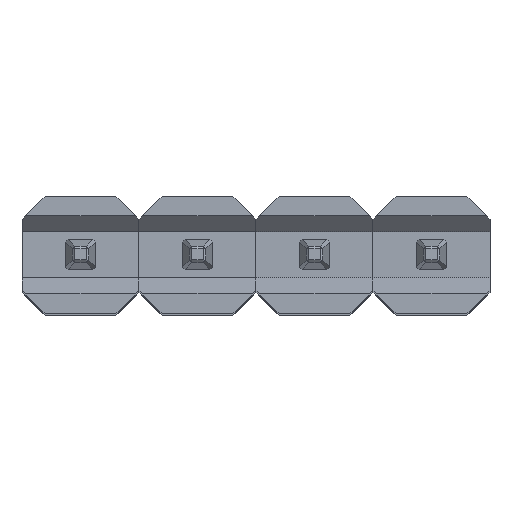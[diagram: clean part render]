
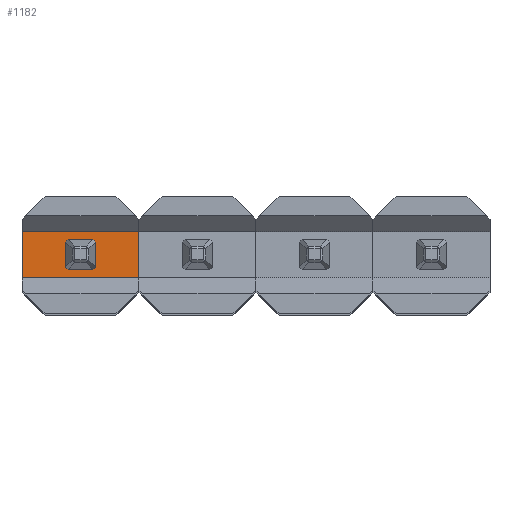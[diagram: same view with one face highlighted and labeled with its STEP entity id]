
A CAD part, top view. The second image highlights one B-rep face of the part: STEP entity #1182.
In plain terms, the highlighted face is planar.
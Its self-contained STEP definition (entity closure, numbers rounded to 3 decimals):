
#59=FACE_BOUND('',#177,.T.);
#112=FACE_OUTER_BOUND('',#176,.T.);
#176=EDGE_LOOP('',(#961,#962,#963,#964));
#177=EDGE_LOOP('',(#965,#966,#967,#968,#969,#970,#971,#972));
#297=LINE('',#1861,#453);
#301=LINE('',#1869,#457);
#302=LINE('',#1871,#458);
#303=LINE('',#1872,#459);
#304=LINE('',#1875,#460);
#305=LINE('',#1877,#461);
#306=LINE('',#1879,#462);
#307=LINE('',#1881,#463);
#308=LINE('',#1883,#464);
#309=LINE('',#1885,#465);
#310=LINE('',#1887,#466);
#311=LINE('',#1888,#467);
#453=VECTOR('',#1533,10.);
#457=VECTOR('',#1539,10.);
#458=VECTOR('',#1540,10.);
#459=VECTOR('',#1541,10.);
#460=VECTOR('',#1542,10.);
#461=VECTOR('',#1543,10.);
#462=VECTOR('',#1544,10.);
#463=VECTOR('',#1545,10.);
#464=VECTOR('',#1546,10.);
#465=VECTOR('',#1547,10.);
#466=VECTOR('',#1548,10.);
#467=VECTOR('',#1549,10.);
#569=VERTEX_POINT('',#1858);
#570=VERTEX_POINT('',#1860);
#573=VERTEX_POINT('',#1868);
#574=VERTEX_POINT('',#1870);
#575=VERTEX_POINT('',#1873);
#576=VERTEX_POINT('',#1874);
#577=VERTEX_POINT('',#1876);
#578=VERTEX_POINT('',#1878);
#579=VERTEX_POINT('',#1880);
#580=VERTEX_POINT('',#1882);
#581=VERTEX_POINT('',#1884);
#582=VERTEX_POINT('',#1886);
#705=EDGE_CURVE('',#570,#569,#297,.T.);
#709=EDGE_CURVE('',#570,#573,#301,.T.);
#710=EDGE_CURVE('',#574,#569,#302,.T.);
#711=EDGE_CURVE('',#573,#574,#303,.T.);
#712=EDGE_CURVE('',#575,#576,#304,.T.);
#713=EDGE_CURVE('',#577,#575,#305,.T.);
#714=EDGE_CURVE('',#578,#577,#306,.T.);
#715=EDGE_CURVE('',#579,#578,#307,.T.);
#716=EDGE_CURVE('',#580,#579,#308,.T.);
#717=EDGE_CURVE('',#581,#580,#309,.T.);
#718=EDGE_CURVE('',#582,#581,#310,.T.);
#719=EDGE_CURVE('',#576,#582,#311,.T.);
#961=ORIENTED_EDGE('',*,*,#709,.F.);
#962=ORIENTED_EDGE('',*,*,#705,.T.);
#963=ORIENTED_EDGE('',*,*,#710,.F.);
#964=ORIENTED_EDGE('',*,*,#711,.F.);
#965=ORIENTED_EDGE('',*,*,#712,.F.);
#966=ORIENTED_EDGE('',*,*,#713,.F.);
#967=ORIENTED_EDGE('',*,*,#714,.F.);
#968=ORIENTED_EDGE('',*,*,#715,.F.);
#969=ORIENTED_EDGE('',*,*,#716,.F.);
#970=ORIENTED_EDGE('',*,*,#717,.F.);
#971=ORIENTED_EDGE('',*,*,#718,.F.);
#972=ORIENTED_EDGE('',*,*,#719,.F.);
#1118=PLANE('',#1310);
#1182=ADVANCED_FACE('',(#112,#59),#1118,.F.);
#1310=AXIS2_PLACEMENT_3D('',#1867,#1537,#1538);
#1533=DIRECTION('',(1.,0.,0.));
#1537=DIRECTION('center_axis',(0.,0.,1.));
#1538=DIRECTION('ref_axis',(0.,-1.,0.));
#1539=DIRECTION('',(0.,-1.,0.));
#1540=DIRECTION('',(0.,1.,0.));
#1541=DIRECTION('',(1.,0.,0.));
#1542=DIRECTION('',(-0.707,-0.707,0.));
#1543=DIRECTION('',(0.,-1.,0.));
#1544=DIRECTION('',(0.707,-0.707,0.));
#1545=DIRECTION('',(1.,0.,0.));
#1546=DIRECTION('',(0.707,0.707,0.));
#1547=DIRECTION('',(0.,1.,0.));
#1548=DIRECTION('',(-0.707,0.707,0.));
#1549=DIRECTION('',(-1.,0.,0.));
#1858=CARTESIAN_POINT('',(1.27,0.5,0.75));
#1860=CARTESIAN_POINT('',(-1.27,0.5,0.75));
#1861=CARTESIAN_POINT('',(-1.27,0.5,0.75));
#1867=CARTESIAN_POINT('Origin',(-1.27,0.5,0.75));
#1868=CARTESIAN_POINT('',(-1.27,-0.5,0.75));
#1869=CARTESIAN_POINT('',(-1.27,0.635,0.75));
#1870=CARTESIAN_POINT('',(1.27,-0.5,0.75));
#1871=CARTESIAN_POINT('',(1.27,-0.135,0.75));
#1872=CARTESIAN_POINT('',(-1.27,-0.5,0.75));
#1873=CARTESIAN_POINT('',(0.32,-0.27,0.75));
#1874=CARTESIAN_POINT('',(0.27,-0.32,0.75));
#1875=CARTESIAN_POINT('',(0.115,-0.475,0.75));
#1876=CARTESIAN_POINT('',(0.32,0.27,0.75));
#1877=CARTESIAN_POINT('',(0.32,0.385,0.75));
#1878=CARTESIAN_POINT('',(0.27,0.32,0.75));
#1879=CARTESIAN_POINT('',(-0.16,0.75,0.75));
#1880=CARTESIAN_POINT('',(-0.27,0.32,0.75));
#1881=CARTESIAN_POINT('',(-0.77,0.32,0.75));
#1882=CARTESIAN_POINT('',(-0.32,0.27,0.75));
#1883=CARTESIAN_POINT('',(-0.5,0.09,0.75));
#1884=CARTESIAN_POINT('',(-0.32,-0.27,0.75));
#1885=CARTESIAN_POINT('',(-0.32,0.115,0.75));
#1886=CARTESIAN_POINT('',(-0.27,-0.32,0.75));
#1887=CARTESIAN_POINT('',(-0.725,0.135,0.75));
#1888=CARTESIAN_POINT('',(-0.5,-0.32,0.75));
